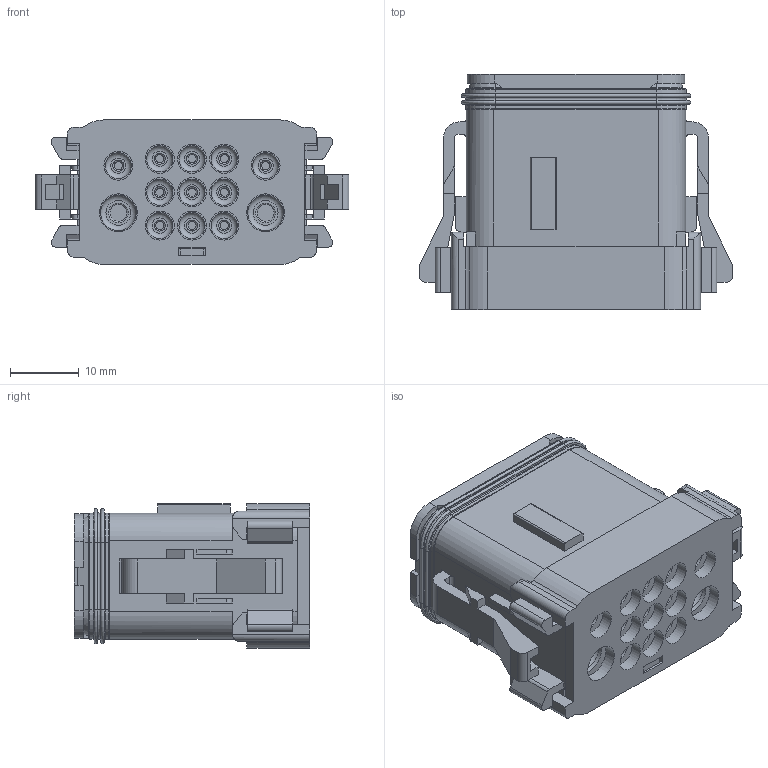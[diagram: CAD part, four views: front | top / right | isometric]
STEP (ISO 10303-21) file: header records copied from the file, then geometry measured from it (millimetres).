
FILE_DESCRIPTION(/* description */ ('STEP AP214'),/* implementation_level */ '2;1');
FILE_NAME(/* name */ 'AT1612-13SB',/* time_stamp */ '2023-01-27T07:58:29+01:00',/* author */ ('License CC BY-ND 4.0'),/* organization */ ('CADENAS'),/* preprocessor_version */ 'ST-DEVELOPER v18.102',/* originating_system */ 'PARTsolutions',/* authorisation */ ' ');
FILE_SCHEMA (('AUTOMOTIVE_DESIGN {1 0 10303 214 3 1 1}'));
Length unit declared in the file: millimetre
Products named in the file (6): AT1612-13SB; AT1612-13SB-END_CAP; AT1612-13SB-WL_TOP; AT1612-13SB-WL; AT1612-13SB-SEAL; AT1612-13SB-BODY
Assembly tree (5 placements, depth 2):
  AT1612-13SB
    AT1612-13SB-END_CAP
    AT1612-13SB-WL_TOP
    AT1612-13SB-WL
    AT1612-13SB-SEAL
    AT1612-13SB-BODY
Bounding box: 45.62 x 34.15 x 21.05 mm (x, y, z)
Volume: 20423.9 mm3; surface area: 13072.5 mm2
Topology: 5 solids, 5 shells, 482 faces, 1254 edges, 820 vertices
Faces by surface type: plane 256, cylinder 164, torus 58, cone 4
Full cylindrical faces by diameter (mm): 1.2 x11, 1.9 x11, 2.45 x2, 2.6 x2, 3.8 x11, 4.2 x11, 5.2 x2, 5.5 x2
Entity records: 14426 total; most frequent: DIRECTION 2536, CARTESIAN_POINT 2432, ORIENTED_EDGE 2300, EDGE_CURVE 1150, AXIS2_PLACEMENT_3D 898, VERTEX_POINT 794, LINE 740, VECTOR 740
